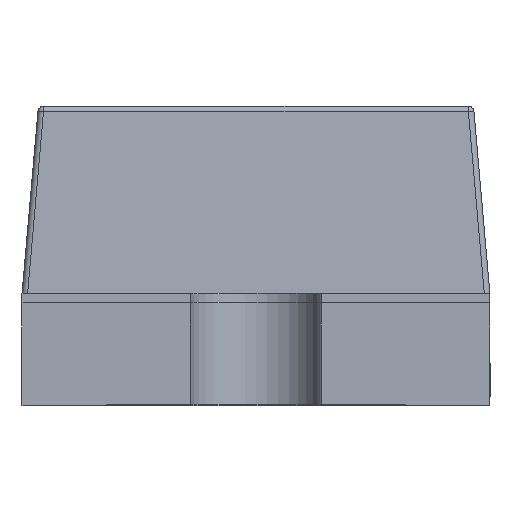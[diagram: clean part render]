
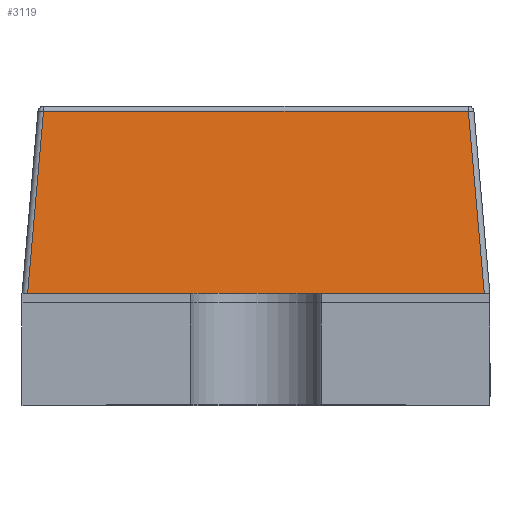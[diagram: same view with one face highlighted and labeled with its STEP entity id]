
A CAD part, left-side view. The second image highlights one B-rep face of the part: STEP entity #3119.
In plain terms, the highlighted planar face has unit normal (-0.996, 0, 0.087).
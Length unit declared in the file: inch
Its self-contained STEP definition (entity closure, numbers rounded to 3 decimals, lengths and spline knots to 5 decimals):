
#340=FACE_OUTER_BOUND('',#519,.T.);
#519=EDGE_LOOP('',(#2337,#2338,#2339,#2340));
#728=LINE('',#4659,#1105);
#735=LINE('',#4689,#1112);
#738=LINE('',#4694,#1115);
#757=LINE('',#4732,#1134);
#1105=VECTOR('',#3817,0.3937);
#1112=VECTOR('',#3850,0.3937);
#1115=VECTOR('',#3857,0.3937);
#1134=VECTOR('',#3898,0.3937);
#1463=VERTEX_POINT('',#4652);
#1465=VERTEX_POINT('',#4657);
#1471=VERTEX_POINT('',#4678);
#1474=VERTEX_POINT('',#4685);
#1766=EDGE_CURVE('',#1465,#1463,#728,.T.);
#1781=EDGE_CURVE('',#1471,#1474,#735,.T.);
#1784=EDGE_CURVE('',#1463,#1471,#738,.T.);
#1803=EDGE_CURVE('',#1465,#1474,#757,.T.);
#2337=ORIENTED_EDGE('',*,*,#1766,.F.);
#2338=ORIENTED_EDGE('',*,*,#1803,.T.);
#2339=ORIENTED_EDGE('',*,*,#1781,.F.);
#2340=ORIENTED_EDGE('',*,*,#1784,.F.);
#2948=PLANE('',#3487);
#3119=ADVANCED_FACE('',(#340),#2948,.T.);
#3487=AXIS2_PLACEMENT_3D('',#4731,#3896,#3897);
#3817=DIRECTION('',(0.087,-0.087,0.992));
#3850=DIRECTION('',(-0.087,-0.087,-0.992));
#3857=DIRECTION('',(0.,-1.,0.));
#3896=DIRECTION('center_axis',(-0.996,0.,0.087));
#3897=DIRECTION('ref_axis',(0.,-1.,0.));
#3898=DIRECTION('',(0.,-1.,0.));
#4652=CARTESIAN_POINT('',(-0.02588,0.02234,0.03096));
#4657=CARTESIAN_POINT('',(-0.02756,0.02402,0.01181));
#4659=CARTESIAN_POINT('',(-0.02738,0.02384,0.01388));
#4678=CARTESIAN_POINT('',(-0.02588,-0.02234,0.03096));
#4685=CARTESIAN_POINT('',(-0.02756,-0.02402,0.01181));
#4689=CARTESIAN_POINT('',(-0.02736,-0.02381,0.01414));
#4694=CARTESIAN_POINT('',(-0.02588,-0.0123,0.03096));
#4731=CARTESIAN_POINT('Origin',(-0.02756,-0.02461,
0.01181));
#4732=CARTESIAN_POINT('',(-0.02756,0.02461,0.01181));
